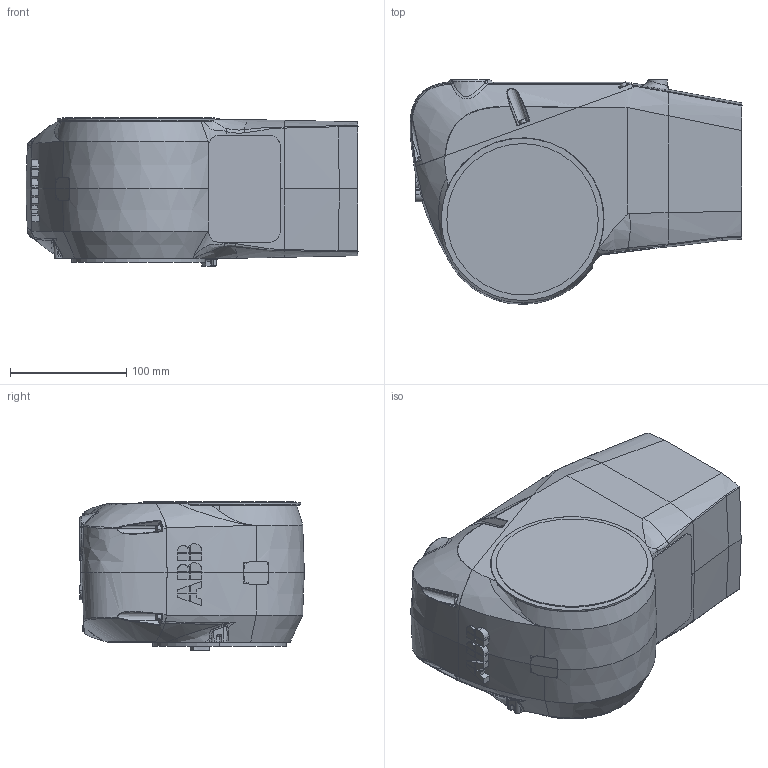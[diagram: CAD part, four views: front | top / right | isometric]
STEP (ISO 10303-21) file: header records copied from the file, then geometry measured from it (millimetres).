
FILE_DESCRIPTION (( 'STEP AP203' ), '1' );
FILE_NAME ('robot_irb_1200-7_0_7_01.STEP', '2022-03-23T04:13:59', ( '' ), ( '' ), 'SwSTEP 2.0', 'SolidWorks 2018', '' );
FILE_SCHEMA (( 'CONFIG_CONTROL_DESIGN' ));
Length unit declared in the file: millimetre
Products named in the file (1): robot_irb_1200-7_0_7_01
Bounding box: 285.13 x 192.99 x 127.5 mm (x, y, z)
Volume: 4953166.5 mm3; surface area: 179496.1 mm2
Topology: 1 solids, 5 shells, 468 faces, 1165 edges, 721 vertices
Faces by surface type: plane 172, bspline 155, cylinder 89, cone 33, torus 19
Entity records: 26568 total; most frequent: CARTESIAN_POINT 17061, ORIENTED_EDGE 2310, DIRECTION 1442, EDGE_CURVE 1155, VERTEX_POINT 721, AXIS2_PLACEMENT_3D 551, B_SPLINE_CURVE_WITH_KNOTS 535, EDGE_LOOP 492
